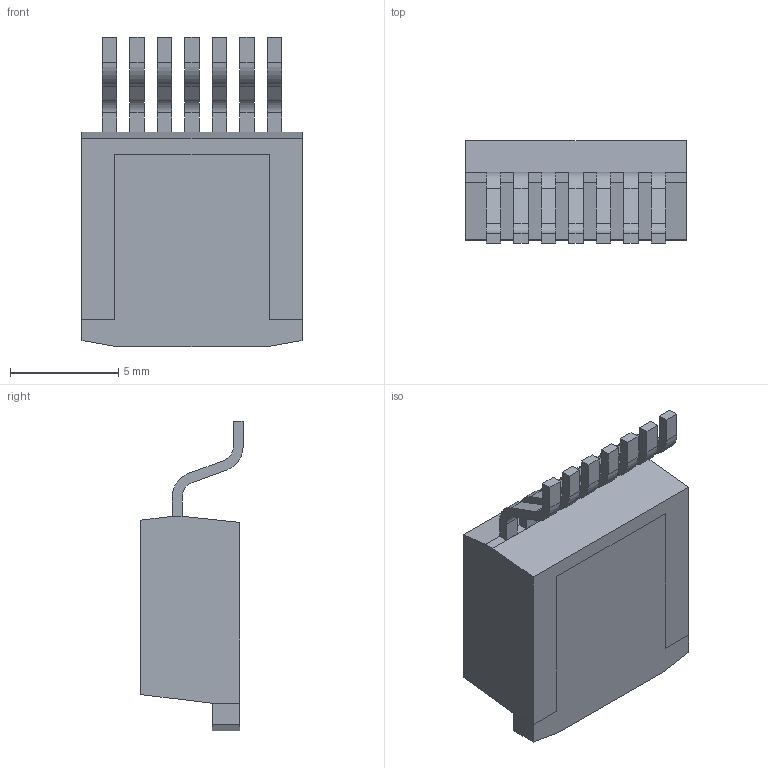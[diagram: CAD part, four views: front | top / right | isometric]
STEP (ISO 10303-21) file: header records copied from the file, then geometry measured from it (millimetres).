
FILE_DESCRIPTION((''),'2;1');
FILE_NAME('TS7B_ASM','2012-02-17T',('CKXSSC'),(''),'PRO/ENGINEER BY PARAMETRIC TECHNOLOGY CORPORATION, 2011220','PRO/ENGINEER BY PARAMETRIC TECHNOLOGY CORPORATION, 2011220','');
FILE_SCHEMA(('AUTOMOTIVE_DESIGN_CC2 { 1 2 10303 214 -1 1 5 2 }'));
Length unit declared in the file: inch
Products named in the file (4): BODY_TS7B; HTSINK_TS7B; LEAD_TS7B; TS7B_ASM
Assembly tree (9 placements, depth 2):
  TS7B_ASM
    BODY_TS7B
    HTSINK_TS7B
    LEAD_TS7B  x7
Bounding box: 10.16 x 4.72 x 14.3 mm (x, y, z)
Volume: 418.1 mm3; surface area: 638.7 mm2
Topology: 9 solids, 9 shells, 127 faces, 322 edges, 214 vertices
Faces by surface type: plane 97, cylinder 30
Entity records: 1768 total; most frequent: CARTESIAN_POINT 232, DIRECTION 230, ORIENTED_EDGE 212, PRESENTATION_STYLE_ASSIGNMENT 109, STYLED_ITEM 109, CURVE_STYLE 106, EDGE_CURVE 106, VECTOR 94
